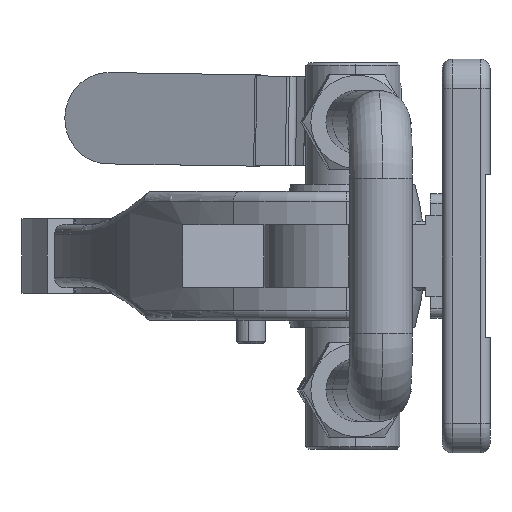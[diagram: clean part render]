
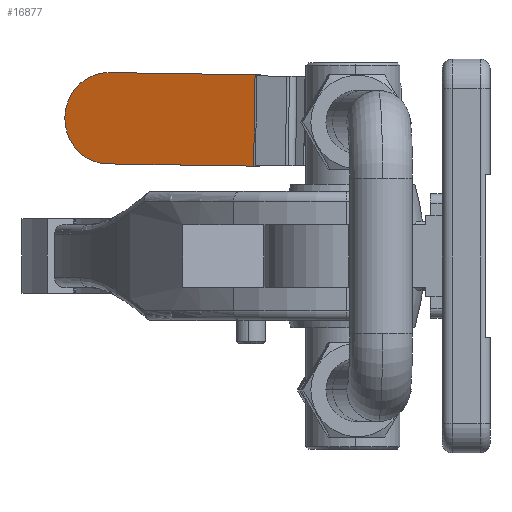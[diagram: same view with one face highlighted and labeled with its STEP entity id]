
A CAD part, left-side view. The second image highlights one B-rep face of the part: STEP entity #16877.
In plain terms, the highlighted planar face has unit normal (-0.955, 0.296, 0.005).
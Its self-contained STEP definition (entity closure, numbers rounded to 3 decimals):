
#148 = DIRECTION ( 'NONE',  ( 0.296, 0.955, 0.015 ) ) ;
#371 = VERTEX_POINT ( 'NONE', #7865 ) ;
#386 = VERTEX_POINT ( 'NONE', #8019 ) ;
#508 = ORIENTED_EDGE ( 'NONE', *, *, #4202, .T. ) ;
#710 = AXIS2_PLACEMENT_3D ( 'NONE', #4303, #16531, #6048 ) ;
#2980 = DIRECTION ( 'NONE',  ( -0.955, 0.296, 0.005 ) ) ;
#3123 = EDGE_CURVE ( 'NONE', #386, #14477, #11386, .T. ) ;
#3779 = DIRECTION ( 'NONE',  ( -0.296, -0.955, -0.015 ) ) ;
#4202 = EDGE_CURVE ( 'NONE', #371, #386, #13812, .T. ) ;
#4303 = CARTESIAN_POINT ( 'NONE',  ( 62.509, 76.901, 27.764 ) ) ;
#4342 = ORIENTED_EDGE ( 'NONE', *, *, #22360, .T. ) ;
#6048 = DIRECTION ( 'NONE',  ( -0.296, -0.955, 0. ) ) ;
#6607 = VECTOR ( 'NONE', #3779, 1000. ) ;
#6691 = VECTOR ( 'NONE', #148, 1000. ) ;
#7865 = CARTESIAN_POINT ( 'NONE',  ( 53.37, 47.632, 18.115 ) ) ;
#8019 = CARTESIAN_POINT ( 'NONE',  ( 53.384, 47.346, 36.513 ) ) ;
#8459 = CARTESIAN_POINT ( 'NONE',  ( 53.37, 47.632, 18.115 ) ) ;
#10103 = EDGE_LOOP ( 'NONE', ( #17681, #4342, #508, #10697 ) ) ;
#10564 = DIRECTION ( 'NONE',  ( 0.001, -0.016, 1. ) ) ;
#10697 = ORIENTED_EDGE ( 'NONE', *, *, #3123, .T. ) ;
#11386 = LINE ( 'NONE', #14116, #6691 ) ;
#11867 = LINE ( 'NONE', #17756, #6607 ) ;
#13503 = CARTESIAN_POINT ( 'NONE',  ( 62.509, 76.901, 27.764 ) ) ;
#13812 = LINE ( 'NONE', #8459, #22449 ) ;
#14116 = CARTESIAN_POINT ( 'NONE',  ( 53.384, 47.346, 36.513 ) ) ;
#14335 = EDGE_CURVE ( 'NONE', #14477, #22275, #15256, .T. ) ;
#14477 = VERTEX_POINT ( 'NONE', #22578 ) ;
#14714 = PLANE ( 'NONE',  #710 ) ;
#15211 = DIRECTION ( 'NONE',  ( -0.296, -0.955, 0. ) ) ;
#15256 = CIRCLE ( 'NONE', #18787, 9.2 ) ;
#16260 = FACE_OUTER_BOUND ( 'NONE', #10103, .T. ) ;
#16531 = DIRECTION ( 'NONE',  ( -0.955, 0.296, 0.005 ) ) ;
#16877 = ADVANCED_FACE ( 'NONE', ( #16260 ), #14714, .T. ) ;
#17322 = CARTESIAN_POINT ( 'NONE',  ( 62.502, 77.043, 18.565 ) ) ;
#17681 = ORIENTED_EDGE ( 'NONE', *, *, #14335, .T. ) ;
#17756 = CARTESIAN_POINT ( 'NONE',  ( 62.502, 77.043, 18.565 ) ) ;
#18787 = AXIS2_PLACEMENT_3D ( 'NONE', #13503, #2980, #15211 ) ;
#22275 = VERTEX_POINT ( 'NONE', #17322 ) ;
#22360 = EDGE_CURVE ( 'NONE', #22275, #371, #11867, .T. ) ;
#22449 = VECTOR ( 'NONE', #10564, 1000. ) ;
#22578 = CARTESIAN_POINT ( 'NONE',  ( 62.516, 76.758, 36.963 ) ) ;
